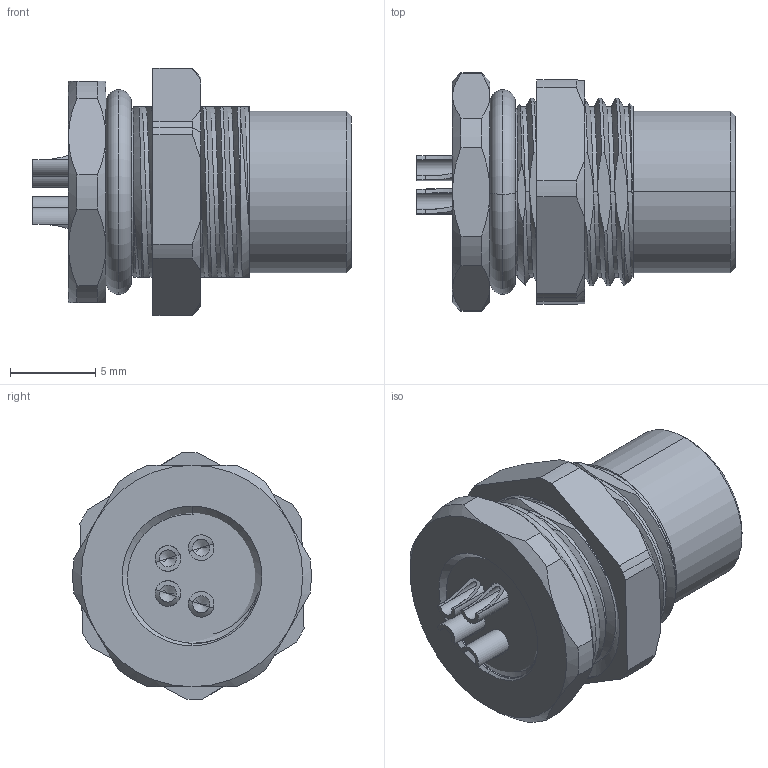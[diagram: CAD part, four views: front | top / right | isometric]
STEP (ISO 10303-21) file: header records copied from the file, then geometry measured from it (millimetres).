
FILE_DESCRIPTION (( 'STEP AP203' ), '1' );
FILE_NAME ('54-00293_A.STEP', '2022-05-10T18:10:18', ( '' ), ( '' ), 'SwSTEP 2.0', 'SolidWorks 2021', '' );
FILE_SCHEMA (( 'CONFIG_CONTROL_DESIGN' ));
Length unit declared in the file: millimetre
Products named in the file (7): 54-00293-05___; 54-00293_A; 54-00293-02___; 54-00293-04___; 54-00293-01___; 54-00293-06___; 54-00293-03___
Assembly tree (9 placements, depth 2):
  54-00293_A
    54-00293-01___
    54-00293-02___
    54-00293-03___  x4
    54-00293-04___
    54-00293-05___
    54-00293-06___
Bounding box: 18.7 x 13.98 x 14.5 mm (x, y, z)
Volume: 1514.8 mm3; surface area: 3098.4 mm2
Topology: 9 solids, 9 shells, 388 faces, 949 edges, 578 vertices
Faces by surface type: cylinder 174, plane 98, cone 54, bspline 36, torus 26
Entity records: 19289 total; most frequent: CARTESIAN_POINT 12360, ORIENTED_EDGE 1422, DIRECTION 1138, EDGE_CURVE 711, AXIS2_PLACEMENT_3D 459, VERTEX_POINT 440, EDGE_LOOP 317, FACE_OUTER_BOUND 292
